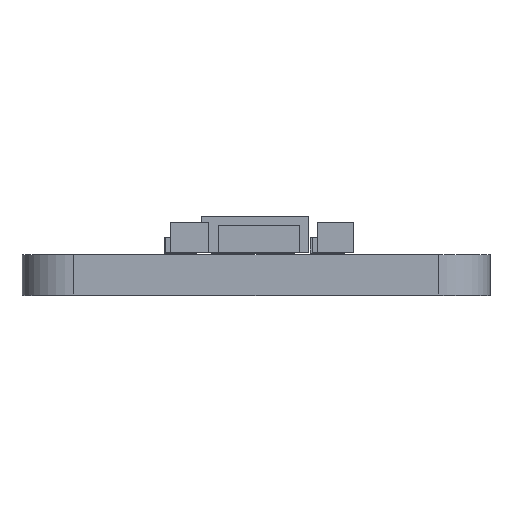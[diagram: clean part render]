
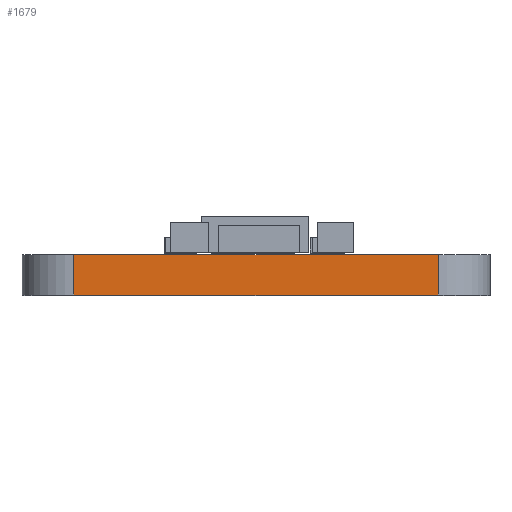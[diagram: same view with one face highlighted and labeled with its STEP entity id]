
A CAD part, top view. The second image highlights one B-rep face of the part: STEP entity #1679.
In plain terms, the highlighted planar face has unit normal (0, 0, 1).
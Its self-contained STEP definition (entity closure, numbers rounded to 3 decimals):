
#18 = DIRECTION ( 'NONE',  ( -1., 0., 0. ) ) ;
#46 = CARTESIAN_POINT ( 'NONE',  ( -7.075, 0., 8.89 ) ) ;
#65 = CARTESIAN_POINT ( 'NONE',  ( 9.075, 0., 8.89 ) ) ;
#73 = VECTOR ( 'NONE', #1661, 1000. ) ;
#124 = EDGE_CURVE ( 'NONE', #1569, #1374, #2139, .T. ) ;
#241 = ORIENTED_EDGE ( 'NONE', *, *, #833, .T. ) ;
#247 = CARTESIAN_POINT ( 'NONE',  ( 7.075, 0., 8.89 ) ) ;
#274 = ORIENTED_EDGE ( 'NONE', *, *, #1530, .T. ) ;
#287 = CARTESIAN_POINT ( 'NONE',  ( 7.075, 0., 8.89 ) ) ;
#458 = EDGE_CURVE ( 'NONE', #1954, #1257, #1766, .T. ) ;
#833 = EDGE_CURVE ( 'NONE', #1257, #1569, #1682, .T. ) ;
#878 = EDGE_LOOP ( 'NONE', ( #274, #2245, #241, #897 ) ) ;
#892 = DIRECTION ( 'NONE',  ( 0., -1., 0. ) ) ;
#897 = ORIENTED_EDGE ( 'NONE', *, *, #124, .T. ) ;
#1027 = VECTOR ( 'NONE', #18, 1000. ) ;
#1120 = DIRECTION ( 'NONE',  ( 0., 0., -1. ) ) ;
#1140 = CARTESIAN_POINT ( 'NONE',  ( 0., 0., 8.89 ) ) ;
#1257 = VERTEX_POINT ( 'NONE', #2201 ) ;
#1374 = VERTEX_POINT ( 'NONE', #46 ) ;
#1500 = CARTESIAN_POINT ( 'NONE',  ( -7.075, 0., 8.89 ) ) ;
#1530 = EDGE_CURVE ( 'NONE', #1374, #1954, #1731, .T. ) ;
#1563 = VECTOR ( 'NONE', #892, 1000. ) ;
#1569 = VERTEX_POINT ( 'NONE', #2513 ) ;
#1596 = CARTESIAN_POINT ( 'NONE',  ( 6.348, 1.57, 8.89 ) ) ;
#1661 = DIRECTION ( 'NONE',  ( 1., 0., 0. ) ) ;
#1677 = FACE_OUTER_BOUND ( 'NONE', #878, .T. ) ;
#1679 = ADVANCED_FACE ( 'NONE', ( #1677 ), #2359, .F. ) ;
#1682 = LINE ( 'NONE', #1596, #1027 ) ;
#1731 = LINE ( 'NONE', #65, #73 ) ;
#1766 = LINE ( 'NONE', #287, #2229 ) ;
#1767 = AXIS2_PLACEMENT_3D ( 'NONE', #1140, #1120, #1928 ) ;
#1928 = DIRECTION ( 'NONE',  ( -1., 0., 0. ) ) ;
#1954 = VERTEX_POINT ( 'NONE', #247 ) ;
#2124 = DIRECTION ( 'NONE',  ( 0., 1., 0. ) ) ;
#2139 = LINE ( 'NONE', #1500, #1563 ) ;
#2201 = CARTESIAN_POINT ( 'NONE',  ( 7.075, 1.57, 8.89 ) ) ;
#2229 = VECTOR ( 'NONE', #2124, 1000. ) ;
#2245 = ORIENTED_EDGE ( 'NONE', *, *, #458, .T. ) ;
#2359 = PLANE ( 'NONE',  #1767 ) ;
#2513 = CARTESIAN_POINT ( 'NONE',  ( -7.075, 1.57, 8.89 ) ) ;
